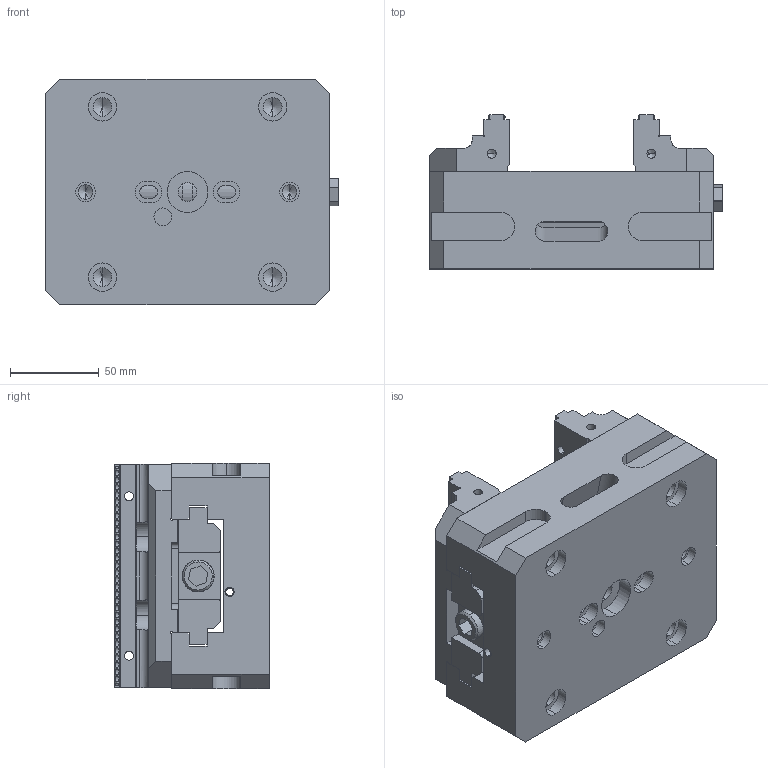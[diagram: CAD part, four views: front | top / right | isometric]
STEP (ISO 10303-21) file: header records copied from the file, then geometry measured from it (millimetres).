
FILE_DESCRIPTION (( 'STEP AP214' ), '1' );
FILE_NAME ('ASC-127X160S-組合件(外觀示意).STEP', '2022-05-19T08:45:52', ( '' ), ( '' ), 'SwSTEP 2.0', 'SolidWorks 2013', '' );
FILE_SCHEMA (( 'AUTOMOTIVE_DESIGN' ));
Length unit declared in the file: millimetre
Products named in the file (5): A-0A0171-ASC-127X160S-1本台; ASC-127X160S-組合件(外觀示意); A-0D0096-ASC-127X160S.160M-07-硬爪; A-0C0090-ASC127X160M.150X260M.127X160S-角牙座(左牙); A-0E0124-ASC-127X160S-03角牙(PS
Assembly tree (6 placements, depth 2):
  ASC-127X160S-組合件(外觀示意)
    A-0A0171-ASC-127X160S-1本台
    A-0D0096-ASC-127X160S.160M-07-硬爪  x2
    A-0C0090-ASC127X160M.150X260M.127X160S-角牙座(左牙)  x2
    A-0E0124-ASC-127X160S-03角牙(PS
Bounding box: 165 x 87 x 127 mm (x, y, z)
Volume: 1057753.2 mm3; surface area: 183464.4 mm2
Topology: 6 solids, 6 shells, 745 faces, 2115 edges, 1390 vertices
Faces by surface type: cylinder 361, plane 358, cone 26
Entity records: 15173 total; most frequent: CARTESIAN_POINT 3329, ORIENTED_EDGE 2550, DIRECTION 2257, EDGE_CURVE 1275, VERTEX_POINT 844, LINE 817, VECTOR 817, AXIS2_PLACEMENT_3D 720
